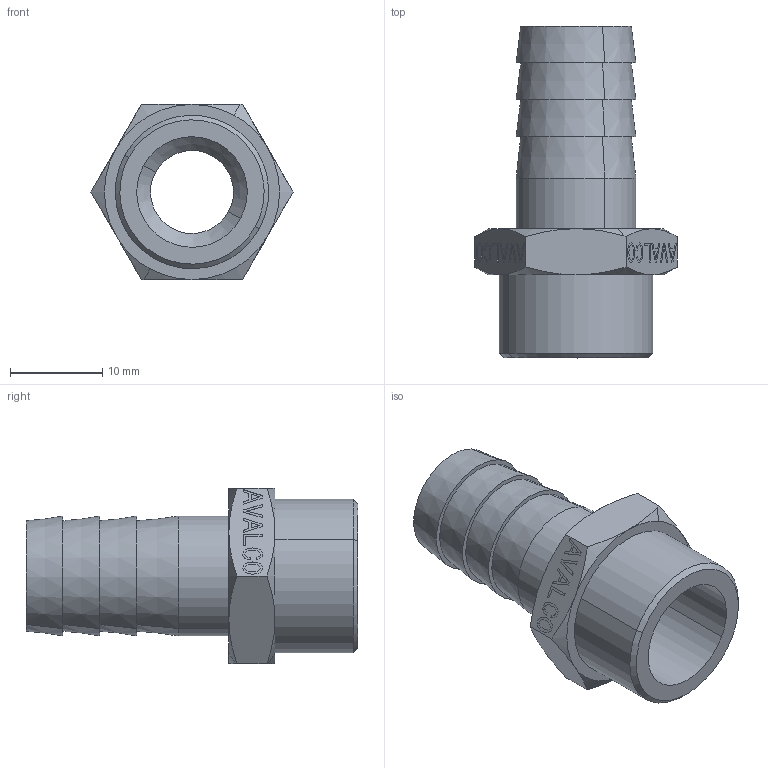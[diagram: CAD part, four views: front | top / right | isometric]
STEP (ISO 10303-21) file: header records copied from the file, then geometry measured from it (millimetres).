
FILE_DESCRIPTION(( 'RA.30.15.38.stp' ), '1');
FILE_NAME( 'RA.30.15.38.stp', '2018-10-11T14:30:02',( 'Sopra'),('sopra-pneumatic.com'), 'SwSTEP 2.0','SolidWorks 2009','' );
FILE_SCHEMA(('CONFIG_CONTROL_DESIGN'));
Length unit declared in the file: millimetre
Products named in the file (1): DN601-12G38
Bounding box: 21.94 x 36 x 19 mm (x, y, z)
Volume: 3439.7 mm3; surface area: 3261.7 mm2
Topology: 1 solids, 1 shells, 385 faces, 1033 edges, 682 vertices
Faces by surface type: plane 349, cone 28, cylinder 8
Entity records: 11416 total; most frequent: CARTESIAN_POINT 2140, ORIENTED_EDGE 2066, DIRECTION 1595, EDGE_CURVE 1033, VECTOR 957, LINE 957, VERTEX_POINT 682, EDGE_LOOP 419
